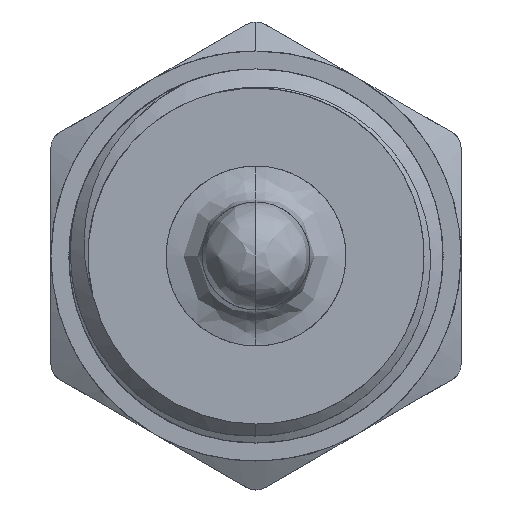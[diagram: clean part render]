
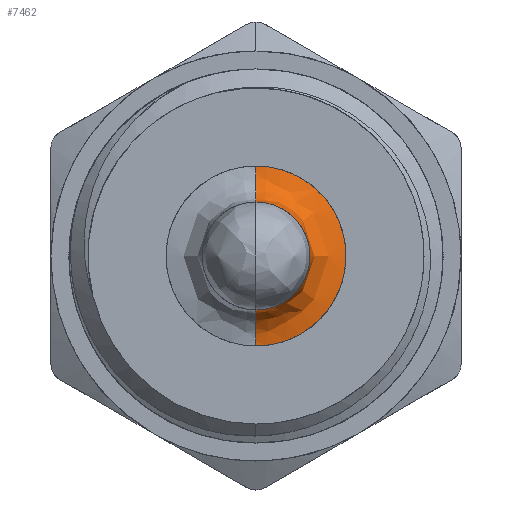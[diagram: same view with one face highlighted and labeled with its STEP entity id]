
A CAD part, front view. The second image highlights one B-rep face of the part: STEP entity #7462.
In plain terms, the highlighted free-form (B-spline) face has degree [3, 3] with [4, 4] control points.
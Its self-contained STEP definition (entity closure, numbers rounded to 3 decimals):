
#7462 = ADVANCED_FACE('',(#7463),#7501,.T.);
#7463 = FACE_BOUND('',#7464,.T.);
#7464 = EDGE_LOOP('',(#7465,#7477,#7485,#7495));
#7465 = ORIENTED_EDGE('',*,*,#7466,.T.);
#7466 = EDGE_CURVE('',#7467,#7469,#7471,.T.);
#7467 = VERTEX_POINT('',#7468);
#7468 = CARTESIAN_POINT('',(0.,-17.954,
    -3.591));
#7469 = VERTEX_POINT('',#7470);
#7470 = CARTESIAN_POINT('',(0.,-17.954,
    3.591));
#7471 = ( BOUNDED_CURVE() B_SPLINE_CURVE(2,(#7472,#7473,#7474,#7475,
#7476),.UNSPECIFIED.,.F.,.F.) B_SPLINE_CURVE_WITH_KNOTS((3,2,3),(
    0.,1.571,3.142),
.PIECEWISE_BEZIER_KNOTS.) CURVE() GEOMETRIC_REPRESENTATION_ITEM() 
RATIONAL_B_SPLINE_CURVE((1.,0.707,1.,0.707,1.)) 
REPRESENTATION_ITEM('') );
#7472 = CARTESIAN_POINT('',(0.,-17.954,
    -3.591));
#7473 = CARTESIAN_POINT('',(3.591,-17.954,
    -3.591));
#7474 = CARTESIAN_POINT('',(3.591,-17.954,
    0.));
#7475 = CARTESIAN_POINT('',(3.591,-17.954,
    3.591));
#7476 = CARTESIAN_POINT('',(0.,-17.954,
    3.591));
#7477 = ORIENTED_EDGE('',*,*,#7478,.T.);
#7478 = EDGE_CURVE('',#7469,#7479,#7481,.T.);
#7479 = VERTEX_POINT('',#7480);
#7480 = CARTESIAN_POINT('',(0.,-15.56,
    5.985));
#7481 = ( BOUNDED_CURVE() B_SPLINE_CURVE(2,(#7482,#7483,#7484),
.UNSPECIFIED.,.F.,.F.) B_SPLINE_CURVE_WITH_KNOTS((3,3),(
0.,1.571),.PIECEWISE_BEZIER_KNOTS.) CURVE() 
GEOMETRIC_REPRESENTATION_ITEM() RATIONAL_B_SPLINE_CURVE((1.,
0.707,1.)) REPRESENTATION_ITEM('') );
#7482 = CARTESIAN_POINT('',(0.,-17.954,
    3.591));
#7483 = CARTESIAN_POINT('',(0.,-15.56,
    3.591));
#7484 = CARTESIAN_POINT('',(0.,-15.56,
    5.985));
#7485 = ORIENTED_EDGE('',*,*,#7486,.T.);
#7486 = EDGE_CURVE('',#7479,#7487,#7489,.T.);
#7487 = VERTEX_POINT('',#7488);
#7488 = CARTESIAN_POINT('',(0.,-15.56,
    -5.985));
#7489 = ( BOUNDED_CURVE() B_SPLINE_CURVE(2,(#7490,#7491,#7492,#7493,
#7494),.UNSPECIFIED.,.F.,.F.) B_SPLINE_CURVE_WITH_KNOTS((3,2,3),(0.,
1.571,3.142),.PIECEWISE_BEZIER_KNOTS.) CURVE() 
GEOMETRIC_REPRESENTATION_ITEM() RATIONAL_B_SPLINE_CURVE((1.,
0.707,1.,0.707,1.)) REPRESENTATION_ITEM('') );
#7490 = CARTESIAN_POINT('',(0.,-15.56,
    5.985));
#7491 = CARTESIAN_POINT('',(5.985,-15.56,
    5.985));
#7492 = CARTESIAN_POINT('',(5.985,-15.56,
    0.));
#7493 = CARTESIAN_POINT('',(5.985,-15.56,
    -5.985));
#7494 = CARTESIAN_POINT('',(0.,-15.56,
    -5.985));
#7495 = ORIENTED_EDGE('',*,*,#7496,.T.);
#7496 = EDGE_CURVE('',#7487,#7467,#7497,.T.);
#7497 = ( BOUNDED_CURVE() B_SPLINE_CURVE(2,(#7498,#7499,#7500),
.UNSPECIFIED.,.F.,.F.) B_SPLINE_CURVE_WITH_KNOTS((3,3),(
0.,1.571),.PIECEWISE_BEZIER_KNOTS.) CURVE() 
GEOMETRIC_REPRESENTATION_ITEM() RATIONAL_B_SPLINE_CURVE((1.,
0.707,1.)) REPRESENTATION_ITEM('') );
#7498 = CARTESIAN_POINT('',(0.,-15.56,
    -5.985));
#7499 = CARTESIAN_POINT('',(0.,-15.56,
    -3.591));
#7500 = CARTESIAN_POINT('',(0.,-17.954,
    -3.591));
#7501 = ( BOUNDED_SURFACE() B_SPLINE_SURFACE(3,3,(
    (#7502,#7503,#7504,#7505)
    ,(#7506,#7507,#7508,#7509)
    ,(#7510,#7511,#7512,#7513)
    ,(#7514,#7515,#7516,#7517
)),.UNSPECIFIED.,.F.,.F.,.F.) B_SPLINE_SURFACE_WITH_KNOTS((4,4),(4,4),(
    0.,1.),(0.,1.),.PIECEWISE_BEZIER_KNOTS.) 
GEOMETRIC_REPRESENTATION_ITEM() RATIONAL_B_SPLINE_SURFACE((
    (1.,0.333,0.333,1.)
    ,(0.755,0.252,0.252,0.755)
    ,(0.755,0.252,0.252,0.755)
,(1.,0.333,0.333,1.
))) REPRESENTATION_ITEM('') SURFACE() );
#7502 = CARTESIAN_POINT('',(0.,-18.193,3.603));
#7503 = CARTESIAN_POINT('',(7.205,-18.193,
    3.603));
#7504 = CARTESIAN_POINT('',(7.205,-18.193,
    -3.603));
#7505 = CARTESIAN_POINT('',(0.,-18.193,-3.603));
#7506 = CARTESIAN_POINT('',(0.,-16.565,3.439));
#7507 = CARTESIAN_POINT('',(6.879,-16.565,3.439
    ));
#7508 = CARTESIAN_POINT('',(6.879,-16.565,
    -3.439));
#7509 = CARTESIAN_POINT('',(0.,-16.565,-3.439));
#7510 = CARTESIAN_POINT('',(0.,-15.408,4.596));
#7511 = CARTESIAN_POINT('',(9.192,-15.408,
    4.596));
#7512 = CARTESIAN_POINT('',(9.192,-15.408,
    -4.596));
#7513 = CARTESIAN_POINT('',(0.,-15.408,-4.596));
#7514 = CARTESIAN_POINT('',(0.,-15.572,6.223));
#7515 = CARTESIAN_POINT('',(12.447,-15.572,
    6.223));
#7516 = CARTESIAN_POINT('',(12.447,-15.572,
    -6.223));
#7517 = CARTESIAN_POINT('',(0.,-15.572,-6.223));
